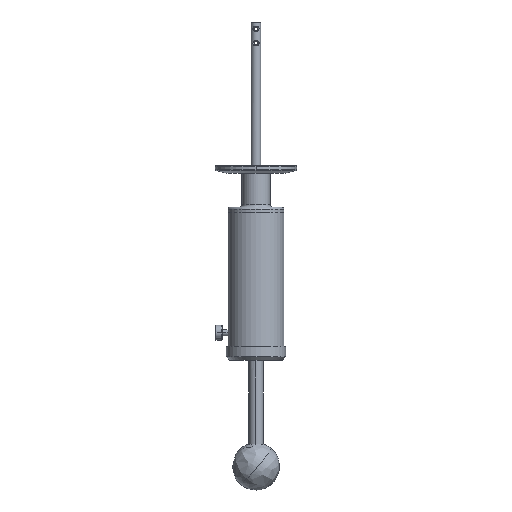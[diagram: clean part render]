
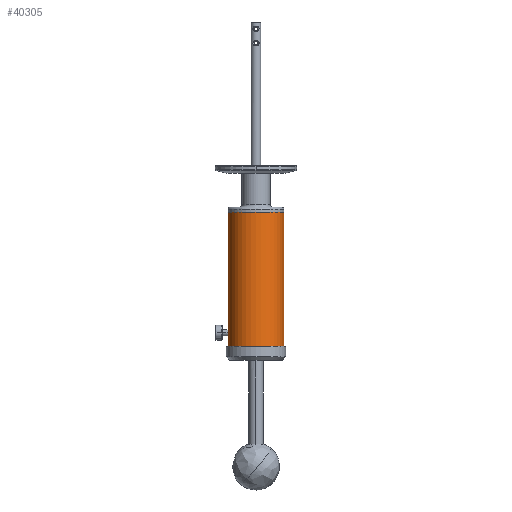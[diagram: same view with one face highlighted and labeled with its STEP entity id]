
A CAD part, front view. The second image highlights one B-rep face of the part: STEP entity #40305.
In plain terms, the highlighted cylindrical face has radius 18.733 mm (diameter 37.465 mm), a partial arc.
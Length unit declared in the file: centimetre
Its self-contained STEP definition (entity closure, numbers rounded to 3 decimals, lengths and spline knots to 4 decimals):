
#385 = DIRECTION ( 'NONE',  ( 0., 0., 1. ) ) ;
#532 = CARTESIAN_POINT ( 'NONE',  ( 1.8732, 0., -12.3495 ) ) ;
#535 = DIRECTION ( 'NONE',  ( 0., 0., 1. ) ) ;
#3779 = LINE ( 'NONE', #37198, #3782 ) ;
#3782 = VECTOR ( 'NONE', #16841, 100. ) ;
#3838 = LINE ( 'NONE', #16956, #3840 ) ;
#3840 = VECTOR ( 'NONE', #385, 100. ) ;
#3864 = LINE ( 'NONE', #532, #3869 ) ;
#3869 = VECTOR ( 'NONE', #535, 100. ) ;
#4356 = EDGE_CURVE ( 'NONE', #42399, #35239, #32086, .T. ) ;
#4484 = EDGE_CURVE ( 'NONE', #41227, #20942, #3779, .T. ) ;
#4518 = EDGE_CURVE ( 'NONE', #42399, #42465, #3838, .T. ) ;
#4534 = EDGE_CURVE ( 'NONE', #35250, #49348, #3864, .T. ) ;
#6473 = EDGE_LOOP ( 'NONE', ( #41717, #42655, #41708, #41446, #42774, #42674, #42668 ) ) ;
#13820 = FACE_OUTER_BOUND ( 'NONE', #6473, .T. ) ;
#13828 = CYLINDRICAL_SURFACE ( 'NONE', #18607, 1.8733 ) ;
#15437 = AXIS2_PLACEMENT_3D ( 'NONE', #25100, #25101, #25102 ) ;
#15439 = AXIS2_PLACEMENT_3D ( 'NONE', #25118, #25119, #25120 ) ;
#15980 = B_SPLINE_CURVE_WITH_KNOTS ( 'NONE', 3,
 ( #25098, #25099, #25104, #25105, #25106, #25107, #25108, #25109, #25110, #25111, #25112, #25113, #25114, #25115 ),
 .UNSPECIFIED., .F., .F.,
 ( 4, 2, 2, 2, 2, 2, 4 ),
 ( 0.0033, 0.0037, 0.0041, 0.0045, 0.0049, 0.0057, 0.0065 ),
 .UNSPECIFIED. ) ;
#16363 = EDGE_CURVE ( 'NONE', #49348, #42465, #29350, .T. ) ;
#16364 = EDGE_CURVE ( 'NONE', #35239, #20942, #15980, .T. ) ;
#16365 = EDGE_CURVE ( 'NONE', #41227, #35250, #29352, .T. ) ;
#16841 = DIRECTION ( 'NONE',  ( 0., 0., 1. ) ) ;
#16956 = CARTESIAN_POINT ( 'NONE',  ( -1.8733, 0., -12.3495 ) ) ;
#17555 = CARTESIAN_POINT ( 'NONE',  ( -1.8733, 0., -11.4046 ) ) ;
#18607 = AXIS2_PLACEMENT_3D ( 'NONE', #23536, #23535, #23532 ) ;
#20942 = VERTEX_POINT ( 'NONE', #17555 ) ;
#23244 = CARTESIAN_POINT ( 'NONE',  ( -1.8616, -0.2083, -11.1963 ) ) ;
#23255 = CARTESIAN_POINT ( 'NONE',  ( 1.8732, 0., -12.0955 ) ) ;
#23532 = DIRECTION ( 'NONE',  ( 1., 0., 0. ) ) ;
#23535 = DIRECTION ( 'NONE',  ( 0., 0., 1. ) ) ;
#23536 = CARTESIAN_POINT ( 'NONE',  ( 0., 0., -12.3495 ) ) ;
#24227 = CARTESIAN_POINT ( 'NONE',  ( -1.8733, 0., -12.0955 ) ) ;
#24413 = CARTESIAN_POINT ( 'NONE',  ( -1.8733, 0., -10.988 ) ) ;
#24463 = CARTESIAN_POINT ( 'NONE',  ( -1.8733, 0., -3.1217 ) ) ;
#24705 = CARTESIAN_POINT ( 'NONE',  ( 1.8732, 0., -3.1217 ) ) ;
#25098 = CARTESIAN_POINT ( 'NONE',  ( -1.8616, -0.2083, -11.1963 ) ) ;
#25099 = CARTESIAN_POINT ( 'NONE',  ( -1.8616, -0.2083, -11.2099 ) ) ;
#25100 = CARTESIAN_POINT ( 'NONE',  ( 0., 0., -3.1217 ) ) ;
#25101 = DIRECTION ( 'NONE',  ( 0., 0., -1. ) ) ;
#25102 = DIRECTION ( 'NONE',  ( 1., 0., 0. ) ) ;
#25104 = CARTESIAN_POINT ( 'NONE',  ( -1.8618, -0.2069, -11.2237 ) ) ;
#25105 = CARTESIAN_POINT ( 'NONE',  ( -1.8624, -0.2016, -11.2505 ) ) ;
#25106 = CARTESIAN_POINT ( 'NONE',  ( -1.8628, -0.1976, -11.2635 ) ) ;
#25107 = CARTESIAN_POINT ( 'NONE',  ( -1.8639, -0.1872, -11.2887 ) ) ;
#25108 = CARTESIAN_POINT ( 'NONE',  ( -1.8645, -0.1806, -11.3009 ) ) ;
#25109 = CARTESIAN_POINT ( 'NONE',  ( -1.8659, -0.1655, -11.3234 ) ) ;
#25110 = CARTESIAN_POINT ( 'NONE',  ( -1.8667, -0.1569, -11.334 ) ) ;
#25111 = CARTESIAN_POINT ( 'NONE',  ( -1.869, -0.1277, -11.3631 ) ) ;
#25112 = CARTESIAN_POINT ( 'NONE',  ( -1.8705, -0.105, -11.3783 ) ) ;
#25113 = CARTESIAN_POINT ( 'NONE',  ( -1.8726, -0.0541, -11.3993 ) ) ;
#25114 = CARTESIAN_POINT ( 'NONE',  ( -1.8733, -0.0276, -11.4046 ) ) ;
#25115 = CARTESIAN_POINT ( 'NONE',  ( -1.8733, 0., -11.4046 ) ) ;
#25118 = CARTESIAN_POINT ( 'NONE',  ( 0., 0., -12.0955 ) ) ;
#25119 = DIRECTION ( 'NONE',  ( 0., 0., 1. ) ) ;
#25120 = DIRECTION ( 'NONE',  ( 1., 0., 0. ) ) ;
#29350 = CIRCLE ( 'NONE', #15437, 1.8733 ) ;
#29352 = CIRCLE ( 'NONE', #15439, 1.8733 ) ;
#32086 = B_SPLINE_CURVE_WITH_KNOTS ( 'NONE', 3,
 ( #34859, #34861, #34857, #34860, #34858, #34869, #34865, #34856, #34867, #35072, #35073, #35062, #35067, #35064 ),
 .UNSPECIFIED., .F., .F.,
 ( 4, 2, 2, 2, 2, 2, 4 ),
 ( 0., 0.0004, 0.0008, 0.0012, 0.0016, 0.0024, 0.0033 ),
 .UNSPECIFIED. ) ;
#34856 = CARTESIAN_POINT ( 'NONE',  ( -1.869, -0.127, -11.0307 ) ) ;
#34857 = CARTESIAN_POINT ( 'NONE',  ( -1.8731, -0.0273, -10.9894 ) ) ;
#34858 = CARTESIAN_POINT ( 'NONE',  ( -1.8721, -0.0672, -10.9987 ) ) ;
#34859 = CARTESIAN_POINT ( 'NONE',  ( -1.8733, 0., -10.988 ) ) ;
#34860 = CARTESIAN_POINT ( 'NONE',  ( -1.8725, -0.054, -10.9947 ) ) ;
#34861 = CARTESIAN_POINT ( 'NONE',  ( -1.8733, -0.0138, -10.988 ) ) ;
#34865 = CARTESIAN_POINT ( 'NONE',  ( -1.8704, -0.1044, -11.0156 ) ) ;
#34867 = CARTESIAN_POINT ( 'NONE',  ( -1.8682, -0.1377, -11.0395 ) ) ;
#34869 = CARTESIAN_POINT ( 'NONE',  ( -1.871, -0.0924, -11.0092 ) ) ;
#35062 = CARTESIAN_POINT ( 'NONE',  ( -1.8623, -0.2028, -11.1417 ) ) ;
#35064 = CARTESIAN_POINT ( 'NONE',  ( -1.8616, -0.2083, -11.1963 ) ) ;
#35067 = CARTESIAN_POINT ( 'NONE',  ( -1.8616, -0.2083, -11.1691 ) ) ;
#35072 = CARTESIAN_POINT ( 'NONE',  ( -1.8659, -0.1665, -11.0683 ) ) ;
#35073 = CARTESIAN_POINT ( 'NONE',  ( -1.8644, -0.182, -11.0915 ) ) ;
#35239 = VERTEX_POINT ( 'NONE', #23244 ) ;
#35250 = VERTEX_POINT ( 'NONE', #23255 ) ;
#37198 = CARTESIAN_POINT ( 'NONE',  ( -1.8733, 0., -12.3495 ) ) ;
#40305 = ADVANCED_FACE ( 'NONE', ( #13820 ), #13828, .T. ) ;
#41227 = VERTEX_POINT ( 'NONE', #24227 ) ;
#41446 = ORIENTED_EDGE ( 'NONE', *, *, #16363, .T. ) ;
#41708 = ORIENTED_EDGE ( 'NONE', *, *, #4534, .T. ) ;
#41717 = ORIENTED_EDGE ( 'NONE', *, *, #4484, .F. ) ;
#42399 = VERTEX_POINT ( 'NONE', #24413 ) ;
#42465 = VERTEX_POINT ( 'NONE', #24463 ) ;
#42655 = ORIENTED_EDGE ( 'NONE', *, *, #16365, .T. ) ;
#42668 = ORIENTED_EDGE ( 'NONE', *, *, #16364, .T. ) ;
#42674 = ORIENTED_EDGE ( 'NONE', *, *, #4356, .T. ) ;
#42774 = ORIENTED_EDGE ( 'NONE', *, *, #4518, .F. ) ;
#49348 = VERTEX_POINT ( 'NONE', #24705 ) ;
